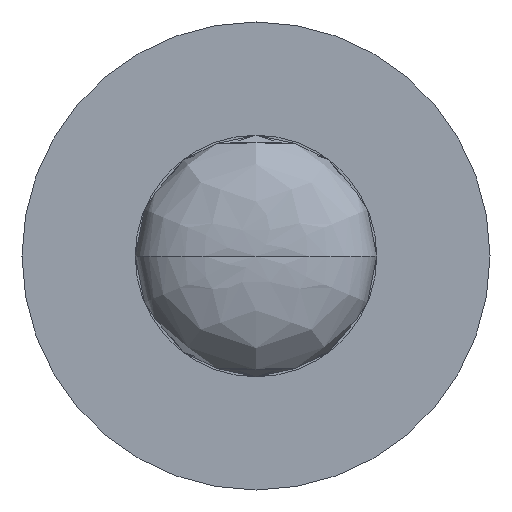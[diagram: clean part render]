
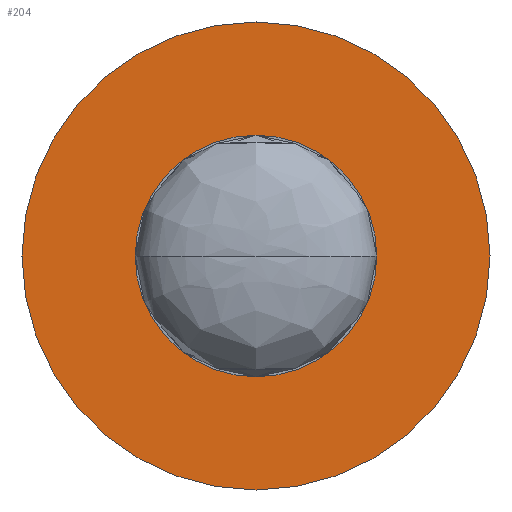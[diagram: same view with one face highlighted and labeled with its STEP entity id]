
A CAD part, front view. The second image highlights one B-rep face of the part: STEP entity #204.
In plain terms, the highlighted planar face has unit normal (0, -1, 0).
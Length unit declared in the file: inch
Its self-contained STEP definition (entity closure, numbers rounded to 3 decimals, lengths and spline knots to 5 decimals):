
#1 = ORIENTED_EDGE ( 'NONE', *, *, #344, .T. ) ;
#13 = DIRECTION ( 'NONE',  ( 0., 1., 0. ) ) ;
#14 = AXIS2_PLACEMENT_3D ( 'NONE', #180, #255, #493 ) ;
#19 = VERTEX_POINT ( 'NONE', #294 ) ;
#25 = EDGE_CURVE ( 'NONE', #269, #240, #53, .T. ) ;
#29 = CIRCLE ( 'NONE', #432, 0.09449 ) ;
#40 = CIRCLE ( 'NONE', #169, 0.09449 ) ;
#50 = CARTESIAN_POINT ( 'NONE',  ( 0., -0.15551, 0.18307 ) ) ;
#53 = CIRCLE ( 'NONE', #14, 0.18307 ) ;
#57 = ORIENTED_EDGE ( 'NONE', *, *, #468, .T. ) ;
#73 = CIRCLE ( 'NONE', #349, 0.18307 ) ;
#74 = VERTEX_POINT ( 'NONE', #227 ) ;
#88 = FACE_OUTER_BOUND ( 'NONE', #372, .T. ) ;
#129 = CARTESIAN_POINT ( 'NONE',  ( 0., -0.15551, -0.18307 ) ) ;
#130 = FACE_BOUND ( 'NONE', #260, .T. ) ;
#169 = AXIS2_PLACEMENT_3D ( 'NONE', #183, #332, #499 ) ;
#180 = CARTESIAN_POINT ( 'NONE',  ( 0., -0.15551, 0. ) ) ;
#183 = CARTESIAN_POINT ( 'NONE',  ( 0., -0.15551, 0. ) ) ;
#204 = ADVANCED_FACE ( 'NONE', ( #88, #130 ), #386, .F. ) ;
#208 = CARTESIAN_POINT ( 'NONE',  ( 0., -0.15551, 0. ) ) ;
#215 = DIRECTION ( 'NONE',  ( 0., 0., 1. ) ) ;
#227 = CARTESIAN_POINT ( 'NONE',  ( 0., -0.15551, -0.09449 ) ) ;
#240 = VERTEX_POINT ( 'NONE', #129 ) ;
#255 = DIRECTION ( 'NONE',  ( 0., 1., 0. ) ) ;
#260 = EDGE_LOOP ( 'NONE', ( #1, #57 ) ) ;
#269 = VERTEX_POINT ( 'NONE', #50 ) ;
#273 = EDGE_CURVE ( 'NONE', #240, #269, #73, .T. ) ;
#294 = CARTESIAN_POINT ( 'NONE',  ( 0., -0.15551, 0.09449 ) ) ;
#314 = DIRECTION ( 'NONE',  ( 0., 0., 1. ) ) ;
#332 = DIRECTION ( 'NONE',  ( 0., 1., 0. ) ) ;
#344 = EDGE_CURVE ( 'NONE', #19, #74, #29, .T. ) ;
#349 = AXIS2_PLACEMENT_3D ( 'NONE', #208, #354, #314 ) ;
#354 = DIRECTION ( 'NONE',  ( 0., 1., 0. ) ) ;
#356 = AXIS2_PLACEMENT_3D ( 'NONE', #477, #13, #438 ) ;
#372 = EDGE_LOOP ( 'NONE', ( #439, #408 ) ) ;
#386 = PLANE ( 'NONE',  #356 ) ;
#408 = ORIENTED_EDGE ( 'NONE', *, *, #273, .F. ) ;
#411 = DIRECTION ( 'NONE',  ( 0., 1., 0. ) ) ;
#432 = AXIS2_PLACEMENT_3D ( 'NONE', #481, #411, #215 ) ;
#438 = DIRECTION ( 'NONE',  ( 0., 0., 1. ) ) ;
#439 = ORIENTED_EDGE ( 'NONE', *, *, #25, .F. ) ;
#468 = EDGE_CURVE ( 'NONE', #74, #19, #40, .T. ) ;
#477 = CARTESIAN_POINT ( 'NONE',  ( 0.18307, -0.15551, 0. ) ) ;
#481 = CARTESIAN_POINT ( 'NONE',  ( 0., -0.15551, 0. ) ) ;
#493 = DIRECTION ( 'NONE',  ( 0., 0., 1. ) ) ;
#499 = DIRECTION ( 'NONE',  ( 0., 0., 1. ) ) ;
